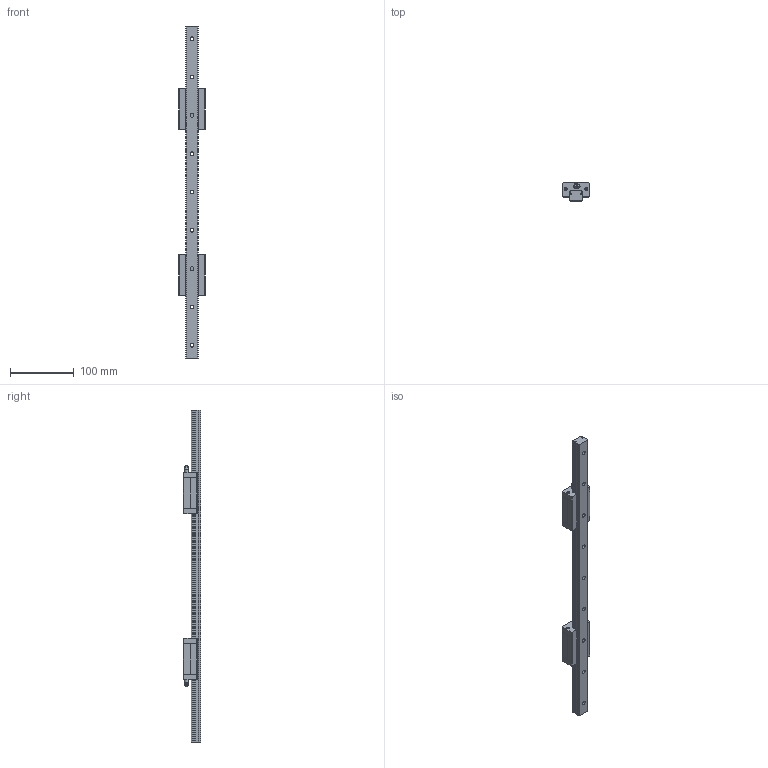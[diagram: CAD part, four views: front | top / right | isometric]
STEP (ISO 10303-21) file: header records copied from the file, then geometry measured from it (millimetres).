
FILE_DESCRIPTION( ( 'STEP AP203' ), '1' );
FILE_NAME( 'SX2RZ28-520.stp', '2022-03-14T04:48:14', ( 'License CC BY-ND 4.0' ), ( 'CADENAS' ), ' ', 'PARTsolutions', ' ' );
FILE_SCHEMA( ( 'CONFIG_CONTROL_DESIGN' ) );
Length unit declared in the file: millimetre
Products named in the file (3): SX2RZ28-520; _SRZL28-520; _SXRB28
Assembly tree (3 placements, depth 2):
  SX2RZ28-520
    _SRZL28-520
    _SXRB28  x2
Bounding box: 42 x 28 x 520 mm (x, y, z)
Volume: 239995.3 mm3; surface area: 69326.7 mm2
Topology: 3 solids, 3 shells, 375 faces, 956 edges, 628 vertices
Faces by surface type: plane 252, cylinder 99, cone 22, sphere 2
Full cylindrical faces by diameter (mm): 4.134 x8, 4.4 x8, 4.8 x8, 5.6 x2, 6 x11, 7.76 x2, 9.5 x9
Entity records: 6262 total; most frequent: CARTESIAN_POINT 1055, DIRECTION 1054, ORIENTED_EDGE 972, EDGE_CURVE 486, LINE 354, VECTOR 354, VERTEX_POINT 351, AXIS2_PLACEMENT_3D 350
